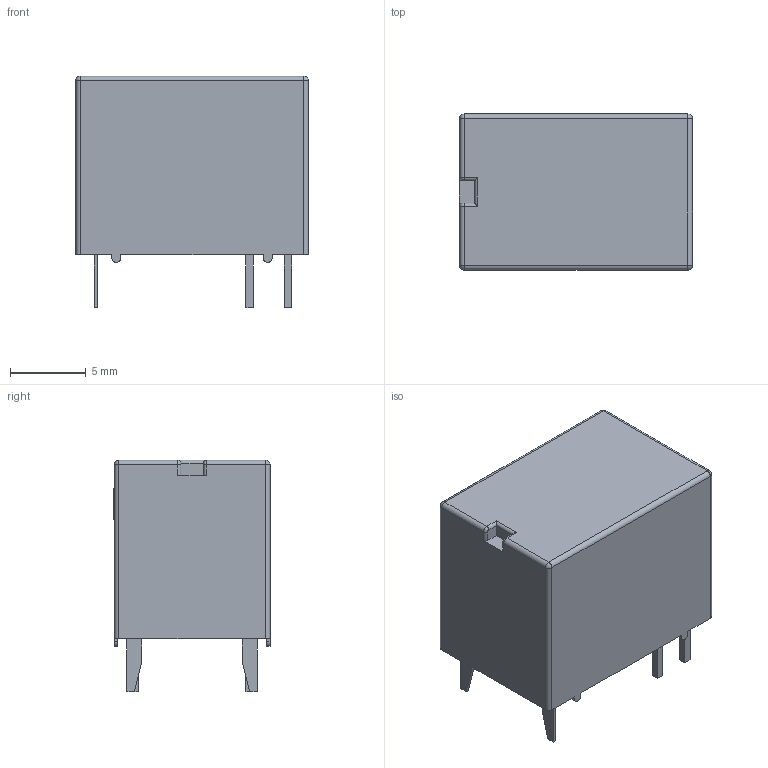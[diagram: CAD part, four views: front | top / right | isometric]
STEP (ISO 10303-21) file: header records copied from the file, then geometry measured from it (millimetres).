
FILE_DESCRIPTION (( 'STEP AP214' ), '1' );
FILE_NAME ('RELAY-TH_HRS1H-X-XX.step', '2022-07-09T13:35:30', ( '' ), ( '' ), 'SwSTEP 2.0', 'SolidWorks 2020', '' );
FILE_SCHEMA (( 'AUTOMOTIVE_DESIGN' ));
Length unit declared in the file: millimetre
Products named in the file (1): RELAY-TH_HRS1H-X-XX
Bounding box: 15.4 x 10.31 x 15.3 mm (x, y, z)
Volume: 1871.9 mm3; surface area: 960.8 mm2
Topology: 1 solids, 1 shells, 372 faces, 1001 edges, 656 vertices
Faces by surface type: plane 228, bspline 112, cylinder 22, sphere 4, cone 4, torus 2
Entity records: 16323 total; most frequent: CARTESIAN_POINT 3744, ORIENTED_EDGE 1986, DIRECTION 1288, EDGE_CURVE 993, LINE 674, VECTOR 674, VERTEX_POINT 656, EDGE_LOOP 405
